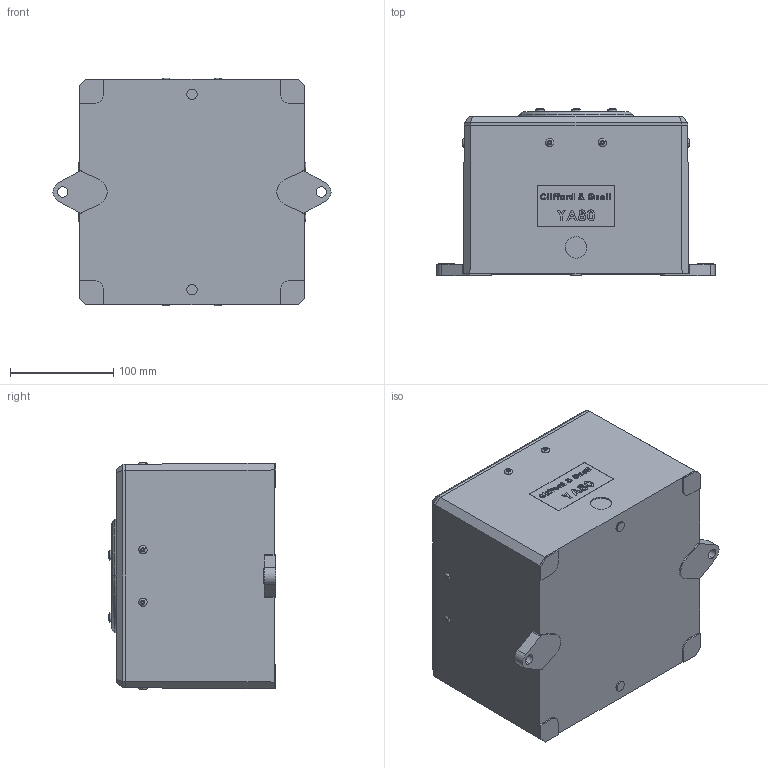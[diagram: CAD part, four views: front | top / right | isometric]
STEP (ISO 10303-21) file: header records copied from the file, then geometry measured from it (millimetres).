
FILE_DESCRIPTION (( 'STEP AP214' ), '1' );
FILE_NAME ('YA80.STEP', '2021-05-18T15:30:44', ( '' ), ( '' ), 'SwSTEP 2.0', 'SolidWorks 2021', '' );
FILE_SCHEMA (( 'AUTOMOTIVE_DESIGN' ));
Length unit declared in the file: millimetre
Products named in the file (1): YA80
Bounding box: 269 x 161.73 x 219.95 mm (x, y, z)
Volume: 6666455.5 mm3; surface area: 362922.6 mm2
Topology: 40 solids, 52 shells, 975 faces, 2432 edges, 1579 vertices
Faces by surface type: plane 546, bspline 140, cone 137, cylinder 120, torus 26, sphere 6
Entity records: 44883 total; most frequent: CARTESIAN_POINT 12811, ORIENTED_EDGE 4832, DIRECTION 4047, EDGE_CURVE 2416, VERTEX_POINT 1579, VECTOR 1425, LINE 1425, AXIS2_PLACEMENT_3D 1311
